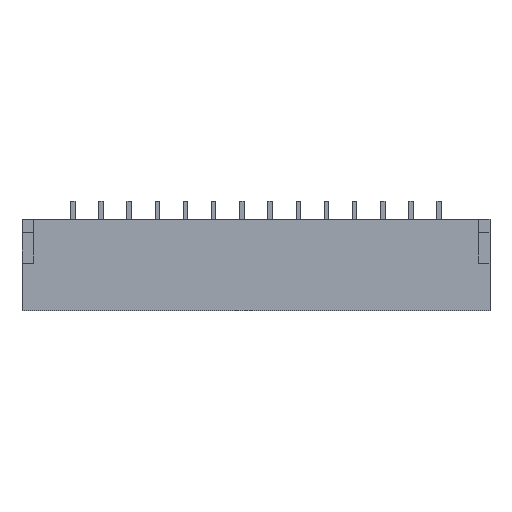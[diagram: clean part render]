
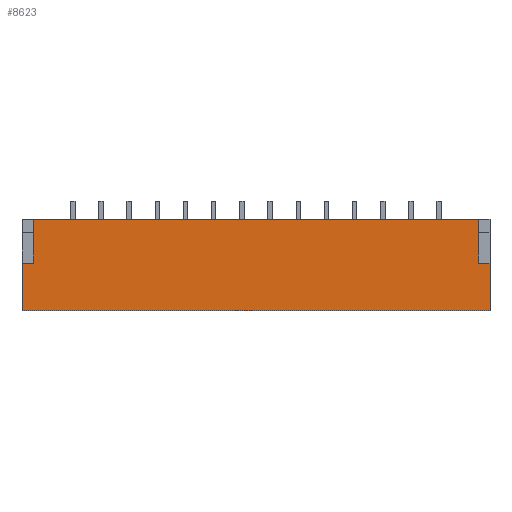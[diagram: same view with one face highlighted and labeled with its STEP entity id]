
A CAD part, top view. The second image highlights one B-rep face of the part: STEP entity #8623.
In plain terms, the highlighted planar face has unit normal (0, 0, 1).
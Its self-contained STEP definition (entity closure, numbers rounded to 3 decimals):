
#1576 = PLANE('',#1577);
#1577 = AXIS2_PLACEMENT_3D('',#1578,#1579,#1580);
#1578 = CARTESIAN_POINT('',(-10.375,-2.75,0.1));
#1579 = DIRECTION('',(1.,0.,0.));
#1580 = DIRECTION('',(0.,1.,0.));
#1604 = PLANE('',#1605);
#1605 = AXIS2_PLACEMENT_3D('',#1606,#1607,#1608);
#1606 = CARTESIAN_POINT('',(10.375,1.3,4.35));
#1607 = DIRECTION('',(0.,-1.,0.));
#1608 = DIRECTION('',(1.,0.,0.));
#1632 = PLANE('',#1633);
#1633 = AXIS2_PLACEMENT_3D('',#1634,#1635,#1636);
#1634 = CARTESIAN_POINT('',(10.375,-2.75,0.1));
#1635 = DIRECTION('',(-1.,0.,0.));
#1636 = DIRECTION('',(0.,-1.,0.));
#3370 = VERTEX_POINT('',#3371);
#3371 = CARTESIAN_POINT('',(-10.375,-2.75,4.35));
#3385 = PLANE('',#3386);
#3386 = AXIS2_PLACEMENT_3D('',#3387,#3388,#3389);
#3387 = CARTESIAN_POINT('',(10.375,-2.75,4.35));
#3388 = DIRECTION('',(0.,-1.,0.));
#3389 = DIRECTION('',(1.,0.,0.));
#3397 = EDGE_CURVE('',#3370,#3398,#3400,.T.);
#3398 = VERTEX_POINT('',#3399);
#3399 = CARTESIAN_POINT('',(-10.375,-0.65,4.35));
#3400 = SURFACE_CURVE('',#3401,(#3405,#3412),.PCURVE_S1.);
#3401 = LINE('',#3402,#3403);
#3402 = CARTESIAN_POINT('',(-10.375,-2.75,4.35));
#3403 = VECTOR('',#3404,1.);
#3404 = DIRECTION('',(0.,1.,0.));
#3405 = PCURVE('',#1576,#3406);
#3406 = DEFINITIONAL_REPRESENTATION('',(#3407),#3411);
#3407 = LINE('',#3408,#3409);
#3408 = CARTESIAN_POINT('',(0.,4.25));
#3409 = VECTOR('',#3410,1.);
#3410 = DIRECTION('',(1.,0.));
#3411 = ( GEOMETRIC_REPRESENTATION_CONTEXT(2) 
PARAMETRIC_REPRESENTATION_CONTEXT() REPRESENTATION_CONTEXT('2D SPACE',''
  ) );
#3412 = PCURVE('',#3413,#3418);
#3413 = PLANE('',#3414);
#3414 = AXIS2_PLACEMENT_3D('',#3415,#3416,#3417);
#3415 = CARTESIAN_POINT('',(10.375,-2.75,4.35));
#3416 = DIRECTION('',(0.,0.,-1.));
#3417 = DIRECTION('',(1.,0.,0.));
#3418 = DEFINITIONAL_REPRESENTATION('',(#3419),#3423);
#3419 = LINE('',#3420,#3421);
#3420 = CARTESIAN_POINT('',(-20.75,0.));
#3421 = VECTOR('',#3422,1.);
#3422 = DIRECTION('',(0.,-1.));
#3423 = ( GEOMETRIC_REPRESENTATION_CONTEXT(2) 
PARAMETRIC_REPRESENTATION_CONTEXT() REPRESENTATION_CONTEXT('2D SPACE',''
  ) );
#3441 = PLANE('',#3442);
#3442 = AXIS2_PLACEMENT_3D('',#3443,#3444,#3445);
#3443 = CARTESIAN_POINT('',(-9.875,-0.65,4.35));
#3444 = DIRECTION('',(0.,1.,0.));
#3445 = DIRECTION('',(-1.,0.,0.));
#4212 = VERTEX_POINT('',#4213);
#4213 = CARTESIAN_POINT('',(-9.875,1.3,4.35));
#4227 = PLANE('',#4228);
#4228 = AXIS2_PLACEMENT_3D('',#4229,#4230,#4231);
#4229 = CARTESIAN_POINT('',(-9.875,-0.65,4.35));
#4230 = DIRECTION('',(-1.,0.,0.));
#4231 = DIRECTION('',(0.,1.,0.));
#4239 = EDGE_CURVE('',#4240,#4212,#4242,.T.);
#4240 = VERTEX_POINT('',#4241);
#4241 = CARTESIAN_POINT('',(9.875,1.3,4.35));
#4242 = SURFACE_CURVE('',#4243,(#4247,#4254),.PCURVE_S1.);
#4243 = LINE('',#4244,#4245);
#4244 = CARTESIAN_POINT('',(10.375,1.3,4.35));
#4245 = VECTOR('',#4246,1.);
#4246 = DIRECTION('',(-1.,0.,0.));
#4247 = PCURVE('',#1604,#4248);
#4248 = DEFINITIONAL_REPRESENTATION('',(#4249),#4253);
#4249 = LINE('',#4250,#4251);
#4250 = CARTESIAN_POINT('',(0.,0.));
#4251 = VECTOR('',#4252,1.);
#4252 = DIRECTION('',(-1.,0.));
#4253 = ( GEOMETRIC_REPRESENTATION_CONTEXT(2) 
PARAMETRIC_REPRESENTATION_CONTEXT() REPRESENTATION_CONTEXT('2D SPACE',''
  ) );
#4254 = PCURVE('',#3413,#4255);
#4255 = DEFINITIONAL_REPRESENTATION('',(#4256),#4260);
#4256 = LINE('',#4257,#4258);
#4257 = CARTESIAN_POINT('',(0.,-4.05));
#4258 = VECTOR('',#4259,1.);
#4259 = DIRECTION('',(-1.,0.));
#4260 = ( GEOMETRIC_REPRESENTATION_CONTEXT(2) 
PARAMETRIC_REPRESENTATION_CONTEXT() REPRESENTATION_CONTEXT('2D SPACE',''
  ) );
#4278 = PLANE('',#4279);
#4279 = AXIS2_PLACEMENT_3D('',#4280,#4281,#4282);
#4280 = CARTESIAN_POINT('',(9.875,-0.65,4.35));
#4281 = DIRECTION('',(1.,0.,0.));
#4282 = DIRECTION('',(0.,1.,0.));
#7307 = VERTEX_POINT('',#7308);
#7308 = CARTESIAN_POINT('',(10.375,-0.65,4.35));
#7322 = PLANE('',#7323);
#7323 = AXIS2_PLACEMENT_3D('',#7324,#7325,#7326);
#7324 = CARTESIAN_POINT('',(9.875,-0.65,4.35));
#7325 = DIRECTION('',(0.,-1.,0.));
#7326 = DIRECTION('',(1.,0.,0.));
#7334 = EDGE_CURVE('',#7335,#7307,#7337,.T.);
#7335 = VERTEX_POINT('',#7336);
#7336 = CARTESIAN_POINT('',(10.375,-2.75,4.35));
#7337 = SURFACE_CURVE('',#7338,(#7342,#7349),.PCURVE_S1.);
#7338 = LINE('',#7339,#7340);
#7339 = CARTESIAN_POINT('',(10.375,-2.75,4.35));
#7340 = VECTOR('',#7341,1.);
#7341 = DIRECTION('',(0.,1.,0.));
#7342 = PCURVE('',#1632,#7343);
#7343 = DEFINITIONAL_REPRESENTATION('',(#7344),#7348);
#7344 = LINE('',#7345,#7346);
#7345 = CARTESIAN_POINT('',(0.,4.25));
#7346 = VECTOR('',#7347,1.);
#7347 = DIRECTION('',(-1.,0.));
#7348 = ( GEOMETRIC_REPRESENTATION_CONTEXT(2) 
PARAMETRIC_REPRESENTATION_CONTEXT() REPRESENTATION_CONTEXT('2D SPACE',''
  ) );
#7349 = PCURVE('',#3413,#7350);
#7350 = DEFINITIONAL_REPRESENTATION('',(#7351),#7355);
#7351 = LINE('',#7352,#7353);
#7352 = CARTESIAN_POINT('',(0.,0.));
#7353 = VECTOR('',#7354,1.);
#7354 = DIRECTION('',(0.,-1.));
#7355 = ( GEOMETRIC_REPRESENTATION_CONTEXT(2) 
PARAMETRIC_REPRESENTATION_CONTEXT() REPRESENTATION_CONTEXT('2D SPACE',''
  ) );
#8623 = ADVANCED_FACE('',(#8624),#3413,.F.);
#8624 = FACE_BOUND('',#8625,.T.);
#8625 = EDGE_LOOP('',(#8626,#8649,#8650,#8671,#8672,#8695,#8716,#8717));
#8626 = ORIENTED_EDGE('',*,*,#8627,.T.);
#8627 = EDGE_CURVE('',#8628,#3398,#8630,.T.);
#8628 = VERTEX_POINT('',#8629);
#8629 = CARTESIAN_POINT('',(-9.875,-0.65,4.35));
#8630 = SURFACE_CURVE('',#8631,(#8635,#8642),.PCURVE_S1.);
#8631 = LINE('',#8632,#8633);
#8632 = CARTESIAN_POINT('',(-9.875,-0.65,4.35));
#8633 = VECTOR('',#8634,1.);
#8634 = DIRECTION('',(-1.,0.,0.));
#8635 = PCURVE('',#3413,#8636);
#8636 = DEFINITIONAL_REPRESENTATION('',(#8637),#8641);
#8637 = LINE('',#8638,#8639);
#8638 = CARTESIAN_POINT('',(-20.25,-2.1));
#8639 = VECTOR('',#8640,1.);
#8640 = DIRECTION('',(-1.,0.));
#8641 = ( GEOMETRIC_REPRESENTATION_CONTEXT(2) 
PARAMETRIC_REPRESENTATION_CONTEXT() REPRESENTATION_CONTEXT('2D SPACE',''
  ) );
#8642 = PCURVE('',#3441,#8643);
#8643 = DEFINITIONAL_REPRESENTATION('',(#8644),#8648);
#8644 = LINE('',#8645,#8646);
#8645 = CARTESIAN_POINT('',(0.,0.));
#8646 = VECTOR('',#8647,1.);
#8647 = DIRECTION('',(1.,0.));
#8648 = ( GEOMETRIC_REPRESENTATION_CONTEXT(2) 
PARAMETRIC_REPRESENTATION_CONTEXT() REPRESENTATION_CONTEXT('2D SPACE',''
  ) );
#8649 = ORIENTED_EDGE('',*,*,#3397,.F.);
#8650 = ORIENTED_EDGE('',*,*,#8651,.F.);
#8651 = EDGE_CURVE('',#7335,#3370,#8652,.T.);
#8652 = SURFACE_CURVE('',#8653,(#8657,#8664),.PCURVE_S1.);
#8653 = LINE('',#8654,#8655);
#8654 = CARTESIAN_POINT('',(10.375,-2.75,4.35));
#8655 = VECTOR('',#8656,1.);
#8656 = DIRECTION('',(-1.,0.,0.));
#8657 = PCURVE('',#3413,#8658);
#8658 = DEFINITIONAL_REPRESENTATION('',(#8659),#8663);
#8659 = LINE('',#8660,#8661);
#8660 = CARTESIAN_POINT('',(0.,0.));
#8661 = VECTOR('',#8662,1.);
#8662 = DIRECTION('',(-1.,0.));
#8663 = ( GEOMETRIC_REPRESENTATION_CONTEXT(2) 
PARAMETRIC_REPRESENTATION_CONTEXT() REPRESENTATION_CONTEXT('2D SPACE',''
  ) );
#8664 = PCURVE('',#3385,#8665);
#8665 = DEFINITIONAL_REPRESENTATION('',(#8666),#8670);
#8666 = LINE('',#8667,#8668);
#8667 = CARTESIAN_POINT('',(0.,0.));
#8668 = VECTOR('',#8669,1.);
#8669 = DIRECTION('',(-1.,0.));
#8670 = ( GEOMETRIC_REPRESENTATION_CONTEXT(2) 
PARAMETRIC_REPRESENTATION_CONTEXT() REPRESENTATION_CONTEXT('2D SPACE',''
  ) );
#8671 = ORIENTED_EDGE('',*,*,#7334,.T.);
#8672 = ORIENTED_EDGE('',*,*,#8673,.F.);
#8673 = EDGE_CURVE('',#8674,#7307,#8676,.T.);
#8674 = VERTEX_POINT('',#8675);
#8675 = CARTESIAN_POINT('',(9.875,-0.65,4.35));
#8676 = SURFACE_CURVE('',#8677,(#8681,#8688),.PCURVE_S1.);
#8677 = LINE('',#8678,#8679);
#8678 = CARTESIAN_POINT('',(9.875,-0.65,4.35));
#8679 = VECTOR('',#8680,1.);
#8680 = DIRECTION('',(1.,0.,0.));
#8681 = PCURVE('',#3413,#8682);
#8682 = DEFINITIONAL_REPRESENTATION('',(#8683),#8687);
#8683 = LINE('',#8684,#8685);
#8684 = CARTESIAN_POINT('',(-0.5,-2.1));
#8685 = VECTOR('',#8686,1.);
#8686 = DIRECTION('',(1.,0.));
#8687 = ( GEOMETRIC_REPRESENTATION_CONTEXT(2) 
PARAMETRIC_REPRESENTATION_CONTEXT() REPRESENTATION_CONTEXT('2D SPACE',''
  ) );
#8688 = PCURVE('',#7322,#8689);
#8689 = DEFINITIONAL_REPRESENTATION('',(#8690),#8694);
#8690 = LINE('',#8691,#8692);
#8691 = CARTESIAN_POINT('',(0.,0.));
#8692 = VECTOR('',#8693,1.);
#8693 = DIRECTION('',(1.,0.));
#8694 = ( GEOMETRIC_REPRESENTATION_CONTEXT(2) 
PARAMETRIC_REPRESENTATION_CONTEXT() REPRESENTATION_CONTEXT('2D SPACE',''
  ) );
#8695 = ORIENTED_EDGE('',*,*,#8696,.F.);
#8696 = EDGE_CURVE('',#4240,#8674,#8697,.T.);
#8697 = SURFACE_CURVE('',#8698,(#8702,#8709),.PCURVE_S1.);
#8698 = LINE('',#8699,#8700);
#8699 = CARTESIAN_POINT('',(9.875,1.3,4.35));
#8700 = VECTOR('',#8701,1.);
#8701 = DIRECTION('',(0.,-1.,0.));
#8702 = PCURVE('',#3413,#8703);
#8703 = DEFINITIONAL_REPRESENTATION('',(#8704),#8708);
#8704 = LINE('',#8705,#8706);
#8705 = CARTESIAN_POINT('',(-0.5,-4.05));
#8706 = VECTOR('',#8707,1.);
#8707 = DIRECTION('',(0.,1.));
#8708 = ( GEOMETRIC_REPRESENTATION_CONTEXT(2) 
PARAMETRIC_REPRESENTATION_CONTEXT() REPRESENTATION_CONTEXT('2D SPACE',''
  ) );
#8709 = PCURVE('',#4278,#8710);
#8710 = DEFINITIONAL_REPRESENTATION('',(#8711),#8715);
#8711 = LINE('',#8712,#8713);
#8712 = CARTESIAN_POINT('',(1.95,0.));
#8713 = VECTOR('',#8714,1.);
#8714 = DIRECTION('',(-1.,0.));
#8715 = ( GEOMETRIC_REPRESENTATION_CONTEXT(2) 
PARAMETRIC_REPRESENTATION_CONTEXT() REPRESENTATION_CONTEXT('2D SPACE',''
  ) );
#8716 = ORIENTED_EDGE('',*,*,#4239,.T.);
#8717 = ORIENTED_EDGE('',*,*,#8718,.T.);
#8718 = EDGE_CURVE('',#4212,#8628,#8719,.T.);
#8719 = SURFACE_CURVE('',#8720,(#8724,#8731),.PCURVE_S1.);
#8720 = LINE('',#8721,#8722);
#8721 = CARTESIAN_POINT('',(-9.875,1.3,4.35));
#8722 = VECTOR('',#8723,1.);
#8723 = DIRECTION('',(0.,-1.,0.));
#8724 = PCURVE('',#3413,#8725);
#8725 = DEFINITIONAL_REPRESENTATION('',(#8726),#8730);
#8726 = LINE('',#8727,#8728);
#8727 = CARTESIAN_POINT('',(-20.25,-4.05));
#8728 = VECTOR('',#8729,1.);
#8729 = DIRECTION('',(0.,1.));
#8730 = ( GEOMETRIC_REPRESENTATION_CONTEXT(2) 
PARAMETRIC_REPRESENTATION_CONTEXT() REPRESENTATION_CONTEXT('2D SPACE',''
  ) );
#8731 = PCURVE('',#4227,#8732);
#8732 = DEFINITIONAL_REPRESENTATION('',(#8733),#8737);
#8733 = LINE('',#8734,#8735);
#8734 = CARTESIAN_POINT('',(1.95,0.));
#8735 = VECTOR('',#8736,1.);
#8736 = DIRECTION('',(-1.,0.));
#8737 = ( GEOMETRIC_REPRESENTATION_CONTEXT(2) 
PARAMETRIC_REPRESENTATION_CONTEXT() REPRESENTATION_CONTEXT('2D SPACE',''
  ) );
